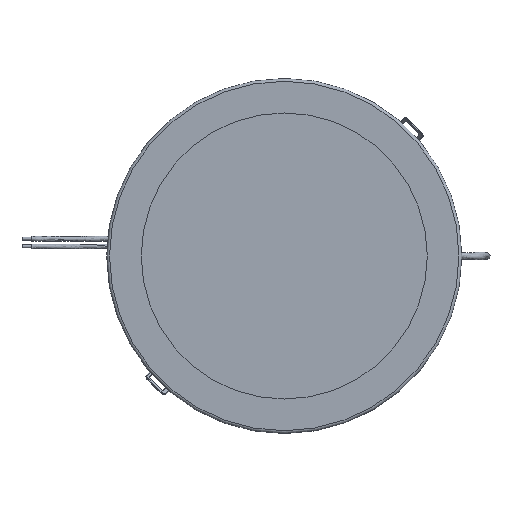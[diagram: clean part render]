
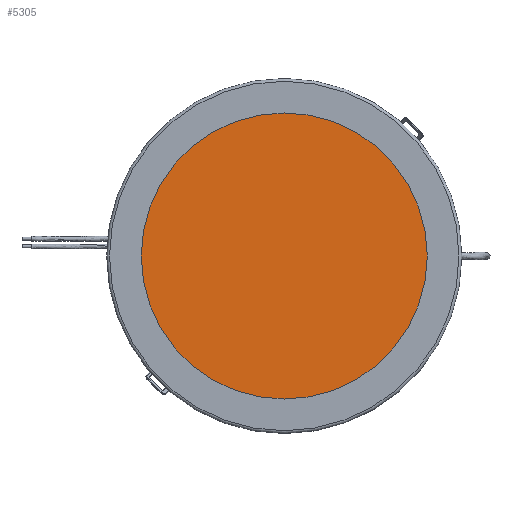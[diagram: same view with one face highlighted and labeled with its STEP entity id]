
A CAD part, front view. The second image highlights one B-rep face of the part: STEP entity #5305.
In plain terms, the highlighted planar face has unit normal (0, -1, 0).
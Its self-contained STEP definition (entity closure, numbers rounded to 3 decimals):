
#250 = AXIS2_PLACEMENT_3D ( 'NONE', #15071, #2503, #13560 ) ;
#2116 = EDGE_LOOP ( 'NONE', ( #5004 ) ) ;
#2436 = PLANE ( 'NONE',  #250 ) ;
#2503 = DIRECTION ( 'NONE',  ( 0., 1., 0. ) ) ;
#5004 = ORIENTED_EDGE ( 'NONE', *, *, #14314, .F. ) ;
#5305 = ADVANCED_FACE ( 'NONE', ( #15931 ), #2436, .F. ) ;
#5820 = CARTESIAN_POINT ( 'NONE',  ( 0., 1.5, 0. ) ) ;
#7417 = DIRECTION ( 'NONE',  ( 0., 0., 1. ) ) ;
#7846 = AXIS2_PLACEMENT_3D ( 'NONE', #5820, #16902, #7417 ) ;
#12865 = VERTEX_POINT ( 'NONE', #17467 ) ;
#13560 = DIRECTION ( 'NONE',  ( 0., 0., 1. ) ) ;
#14314 = EDGE_CURVE ( 'NONE', #12865, #12865, #18791, .T. ) ;
#15071 = CARTESIAN_POINT ( 'NONE',  ( 0., 1.5, 0. ) ) ;
#15931 = FACE_OUTER_BOUND ( 'NONE', #2116, .T. ) ;
#16902 = DIRECTION ( 'NONE',  ( 0., 1., 0. ) ) ;
#17467 = CARTESIAN_POINT ( 'NONE',  ( 0., 1.5, 74.5 ) ) ;
#18791 = CIRCLE ( 'NONE', #7846, 74.5 ) ;
